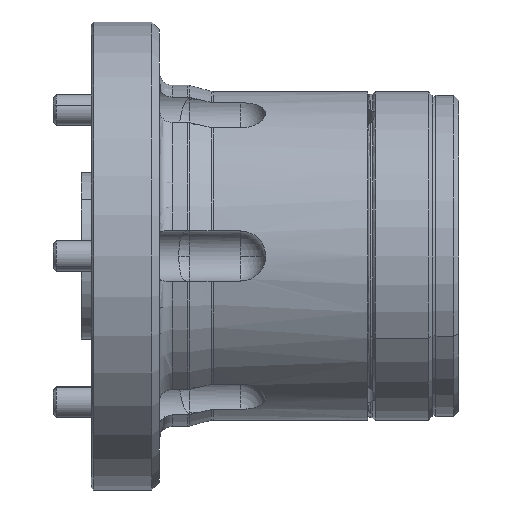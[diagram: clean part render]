
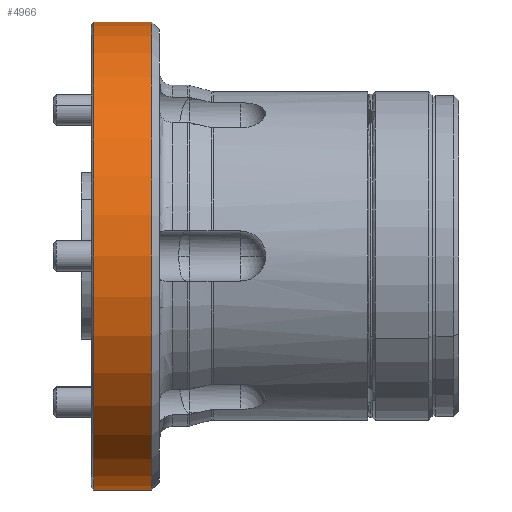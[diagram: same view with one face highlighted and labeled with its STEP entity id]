
A CAD part, front view. The second image highlights one B-rep face of the part: STEP entity #4966.
In plain terms, the highlighted cylindrical face has radius 92.5 mm (diameter 185 mm), a partial arc.
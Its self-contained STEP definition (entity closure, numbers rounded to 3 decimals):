
#393 = EDGE_CURVE ( 'NONE', #11302, #4873, #9748, .T. ) ;
#592 = CARTESIAN_POINT ( 'NONE',  ( 1., 0., 92.5 ) ) ;
#989 = EDGE_CURVE ( 'NONE', #4873, #10100, #8404, .T. ) ;
#1016 = EDGE_LOOP ( 'NONE', ( #8727, #5114, #7405, #11527 ) ) ;
#1186 = CARTESIAN_POINT ( 'NONE',  ( 0., 0., -92.5 ) ) ;
#1764 = FACE_OUTER_BOUND ( 'NONE', #1016, .T. ) ;
#2625 = AXIS2_PLACEMENT_3D ( 'NONE', #3506, #10064, #3134 ) ;
#2796 = CARTESIAN_POINT ( 'NONE',  ( 1., 0., -92.5 ) ) ;
#3048 = EDGE_CURVE ( 'NONE', #11462, #11302, #5226, .T. ) ;
#3134 = DIRECTION ( 'NONE',  ( 0., 0., 1. ) ) ;
#3158 = CARTESIAN_POINT ( 'NONE',  ( 0., 0., 92.5 ) ) ;
#3180 = CARTESIAN_POINT ( 'NONE',  ( 1., 0., 0. ) ) ;
#3506 = CARTESIAN_POINT ( 'NONE',  ( 0., 0., 0. ) ) ;
#3771 = AXIS2_PLACEMENT_3D ( 'NONE', #9644, #10245, #11785 ) ;
#3855 = VECTOR ( 'NONE', #7638, 1000. ) ;
#4085 = DIRECTION ( 'NONE',  ( 0., 0., -1. ) ) ;
#4818 = VECTOR ( 'NONE', #8629, 1000. ) ;
#4873 = VERTEX_POINT ( 'NONE', #592 ) ;
#4966 = ADVANCED_FACE ( 'NONE', ( #1764 ), #8239, .T. ) ;
#5114 = ORIENTED_EDGE ( 'NONE', *, *, #3048, .T. ) ;
#5226 = CIRCLE ( 'NONE', #3771, 92.5 ) ;
#6951 = AXIS2_PLACEMENT_3D ( 'NONE', #3180, #9603, #4085 ) ;
#7405 = ORIENTED_EDGE ( 'NONE', *, *, #393, .T. ) ;
#7638 = DIRECTION ( 'NONE',  ( -1., 0., 0. ) ) ;
#8239 = CYLINDRICAL_SURFACE ( 'NONE', #2625, 92.5 ) ;
#8404 = CIRCLE ( 'NONE', #6951, 92.5 ) ;
#8629 = DIRECTION ( 'NONE',  ( -1., 0., 0. ) ) ;
#8727 = ORIENTED_EDGE ( 'NONE', *, *, #10870, .F. ) ;
#9299 = CARTESIAN_POINT ( 'NONE',  ( 24., 0., -92.5 ) ) ;
#9603 = DIRECTION ( 'NONE',  ( 1., 0., 0. ) ) ;
#9644 = CARTESIAN_POINT ( 'NONE',  ( 24., 0., 0. ) ) ;
#9748 = LINE ( 'NONE', #3158, #4818 ) ;
#10054 = CARTESIAN_POINT ( 'NONE',  ( 24., 0., 92.5 ) ) ;
#10064 = DIRECTION ( 'NONE',  ( -1., 0., 0. ) ) ;
#10100 = VERTEX_POINT ( 'NONE', #2796 ) ;
#10245 = DIRECTION ( 'NONE',  ( -1., 0., 0. ) ) ;
#10870 = EDGE_CURVE ( 'NONE', #11462, #10100, #11488, .T. ) ;
#11302 = VERTEX_POINT ( 'NONE', #10054 ) ;
#11462 = VERTEX_POINT ( 'NONE', #9299 ) ;
#11488 = LINE ( 'NONE', #1186, #3855 ) ;
#11527 = ORIENTED_EDGE ( 'NONE', *, *, #989, .T. ) ;
#11785 = DIRECTION ( 'NONE',  ( 0., 0., 1. ) ) ;
